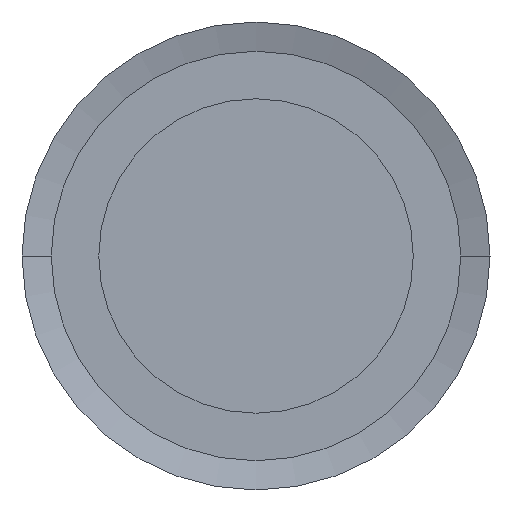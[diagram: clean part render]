
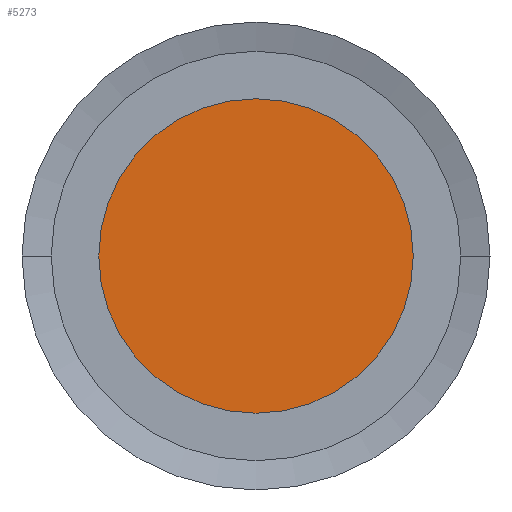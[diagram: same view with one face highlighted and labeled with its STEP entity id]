
A CAD part, left-side view. The second image highlights one B-rep face of the part: STEP entity #5273.
In plain terms, the highlighted planar face has unit normal (-1, 0, 0).
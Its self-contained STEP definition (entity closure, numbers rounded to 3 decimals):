
#5248=CARTESIAN_POINT('',(0.,0.,0.));
#5249=DIRECTION('',(1.,0.,0.));
#5250=DIRECTION('',(0.,0.,-1.));
#5251=AXIS2_PLACEMENT_3D('',#5248,#5249,#5250);
#5252=PLANE('',#5251);
#5253=CARTESIAN_POINT('',(0.,0.,10.75));
#5254=VERTEX_POINT('',#5253);
#5255=CARTESIAN_POINT('',(0.,-0.,-10.75));
#5256=VERTEX_POINT('',#5255);
#5257=CARTESIAN_POINT('',(0.,0.,0.));
#5258=DIRECTION('',(1.,0.,0.));
#5259=DIRECTION('',(0.,0.,-1.));
#5260=AXIS2_PLACEMENT_3D('',#5257,#5258,#5259);
#5261=CIRCLE('',#5260,10.75);
#5262=EDGE_CURVE('',#5254,#5256,#5261,.T.);
#5263=ORIENTED_EDGE('',*,*,#5262,.F.);
#5264=CARTESIAN_POINT('',(0.,0.,0.));
#5265=DIRECTION('',(1.,0.,0.));
#5266=DIRECTION('',(0.,0.,-1.));
#5267=AXIS2_PLACEMENT_3D('',#5264,#5265,#5266);
#5268=CIRCLE('',#5267,10.75);
#5269=EDGE_CURVE('',#5256,#5254,#5268,.T.);
#5270=ORIENTED_EDGE('',*,*,#5269,.F.);
#5271=EDGE_LOOP('',(#5263,#5270));
#5272=FACE_BOUND('',#5271,.T.);
#5273=ADVANCED_FACE('',(#5272),#5252,.F.);
